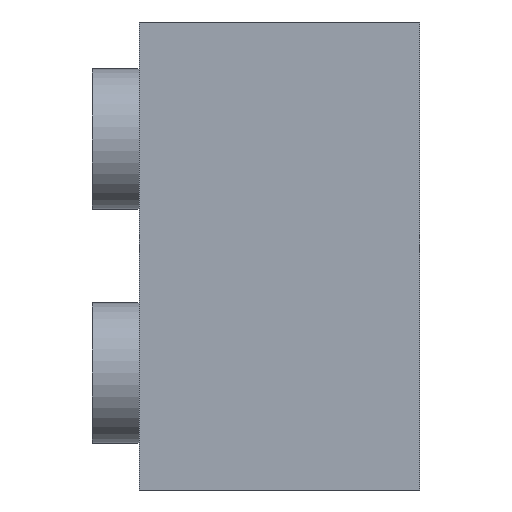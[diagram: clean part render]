
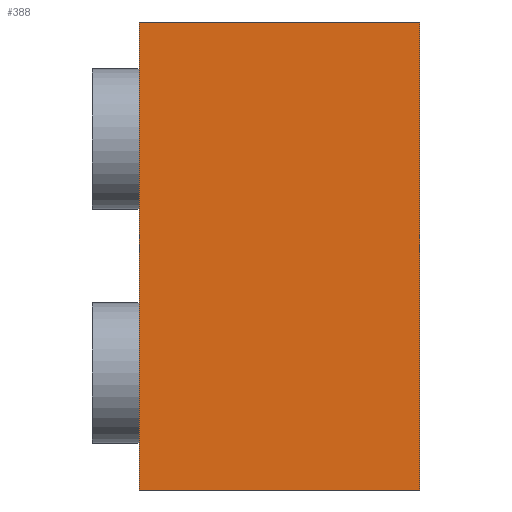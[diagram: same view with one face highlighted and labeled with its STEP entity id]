
A CAD part, left-side view. The second image highlights one B-rep face of the part: STEP entity #388.
In plain terms, the highlighted planar face has unit normal (-1, 0, 0).
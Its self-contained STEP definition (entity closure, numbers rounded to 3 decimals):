
#76=ORIENTED_EDGE('',*,*,#147,.T.);
#77=ORIENTED_EDGE('',*,*,#155,.F.);
#78=ORIENTED_EDGE('',*,*,#156,.F.);
#79=ORIENTED_EDGE('',*,*,#157,.F.);
#147=EDGE_CURVE('',#187,#186,#223,.T.);
#155=EDGE_CURVE('',#194,#186,#225,.T.);
#156=EDGE_CURVE('',#195,#194,#226,.T.);
#157=EDGE_CURVE('',#187,#195,#227,.T.);
#186=VERTEX_POINT('',#645);
#187=VERTEX_POINT('',#647);
#194=VERTEX_POINT('',#663);
#195=VERTEX_POINT('',#665);
#223=LINE('',#646,#235);
#225=LINE('',#662,#237);
#226=LINE('',#664,#238);
#227=LINE('',#666,#239);
#235=VECTOR('',#506,1000.);
#237=VECTOR('',#522,1000.);
#238=VECTOR('',#523,1000.);
#239=VECTOR('',#524,1000.);
#250=EDGE_LOOP('',(#76,#77,#78,#79));
#312=FACE_BOUND('',#250,.T.);
#368=PLANE('',#441);
#388=ADVANCED_FACE('',(#312),#368,.F.);
#441=AXIS2_PLACEMENT_3D('',#661,#520,#521);
#506=DIRECTION('',(0.,0.,-1.));
#520=DIRECTION('',(1.,0.,0.));
#521=DIRECTION('',(0.,0.,-1.));
#522=DIRECTION('',(0.,1.,0.));
#523=DIRECTION('',(0.,0.,-1.));
#524=DIRECTION('',(0.,-1.,0.));
#645=CARTESIAN_POINT('',(-12.008,4.732,-0.274));
#646=CARTESIAN_POINT('',(-12.008,4.732,7.726));
#647=CARTESIAN_POINT('',(-12.008,4.732,15.726));
#661=CARTESIAN_POINT('',(-12.008,-0.068,7.726));
#662=CARTESIAN_POINT('',(-12.008,-0.068,-0.274));
#663=CARTESIAN_POINT('',(-12.008,-4.868,-0.274));
#664=CARTESIAN_POINT('',(-12.008,-4.868,7.726));
#665=CARTESIAN_POINT('',(-12.008,-4.868,15.726));
#666=CARTESIAN_POINT('',(-12.008,-0.068,15.726));
